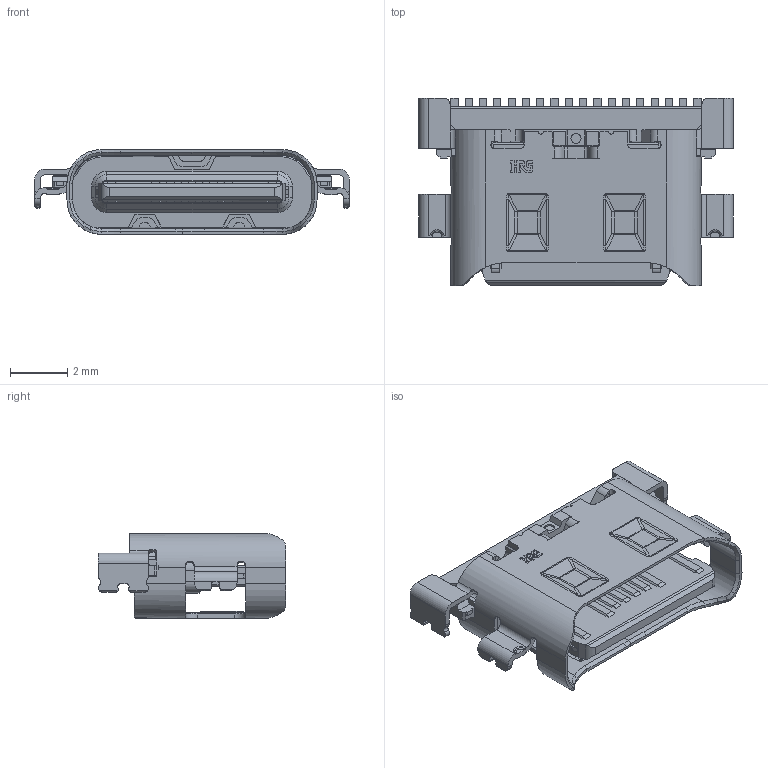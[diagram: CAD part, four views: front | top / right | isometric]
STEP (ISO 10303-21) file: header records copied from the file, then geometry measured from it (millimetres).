
FILE_DESCRIPTION(('CoCreate Modeling STEP Export'),'2;1');
FILE_NAME('CX90M-16P_180509 for chasewind.stp','2018-05-09T13:30:04',(''),(''),'CoCreate Modeling STEP processor for AP214 (Solid Model)','CoCreate Modeling 17.0 01-Apr-2010 (C) Parametric Technology GmbH','');
FILE_SCHEMA(('AUTOMOTIVE_DESIGN { 1 0 10303 214 1 1 1 1 }'));
Length unit declared in the file: millimetre
Products named in the file (2): CX90M-16P; 1_CX90M-16P
Assembly tree (1 placements, depth 2):
  1_CX90M-16P
    CX90M-16P
Bounding box: 11 x 6.55 x 2.96 mm (x, y, z)
Surface area: 354.6 mm2 (no closed solid volume)
Topology: 0 solids, 1 shells, 1330 faces, 3647 edges, 2289 vertices
Faces by surface type: plane 759, cylinder 370, bspline 127, cone 43, sphere 16, torus 8, extrusion 7
Entity records: 46932 total; most frequent: CARTESIAN_POINT 14632, ORIENTED_EDGE 7282, DIRECTION 6087, EDGE_CURVE 3646, VECTOR 2359, LINE 2353, VERTEX_POINT 2289, AXIS2_PLACEMENT_3D 1864
